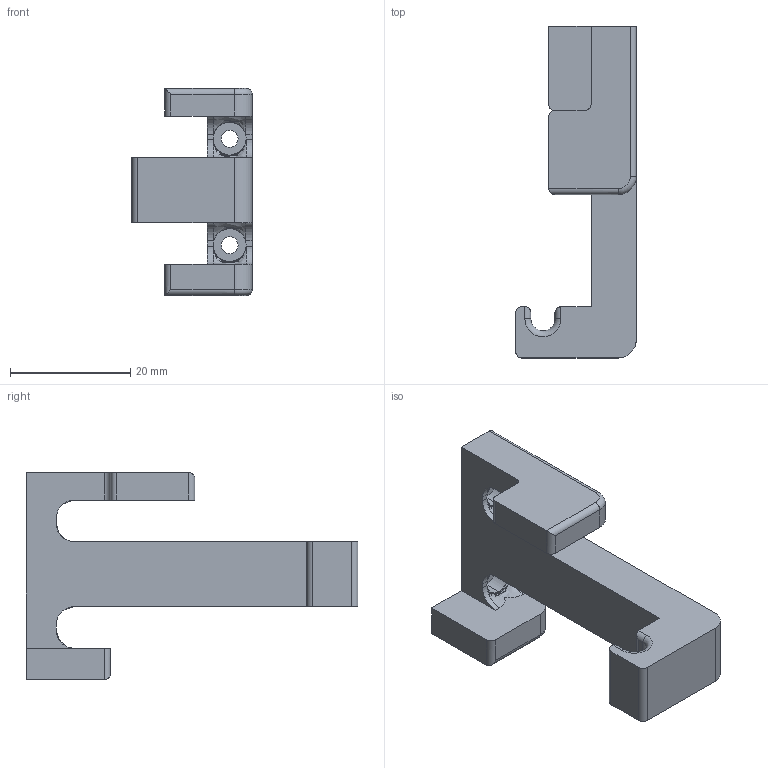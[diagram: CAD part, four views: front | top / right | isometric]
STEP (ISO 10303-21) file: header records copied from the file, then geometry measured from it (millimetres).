
FILE_DESCRIPTION (( 'STEP AP203' ), '1' );
FILE_NAME ('BatteryHolderInOut.STEP', '2024-10-09T13:29:44', ( '' ), ( '' ), 'SwSTEP 2.0', 'SolidWorks 2023', '' );
FILE_SCHEMA (( 'CONFIG_CONTROL_DESIGN' ));
Length unit declared in the file: millimetre
Products named in the file (1): BatteryHolderInOut
Bounding box: 20 x 55.1 x 34.4 mm (x, y, z)
Volume: 8245.6 mm3; surface area: 4603.1 mm2
Topology: 1 solids, 1 shells, 70 faces, 182 edges, 114 vertices
Faces by surface type: cylinder 36, plane 26, bspline 4, torus 4
Entity records: 2847 total; most frequent: CARTESIAN_POINT 1029, DIRECTION 378, ORIENTED_EDGE 364, EDGE_CURVE 182, AXIS2_PLACEMENT_3D 139, VERTEX_POINT 114, LINE 100, VECTOR 100
